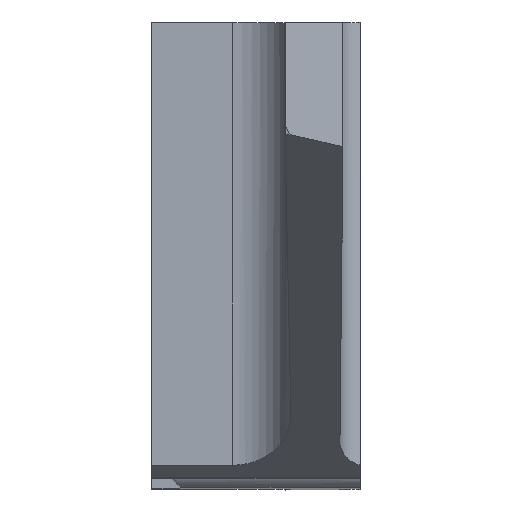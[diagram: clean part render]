
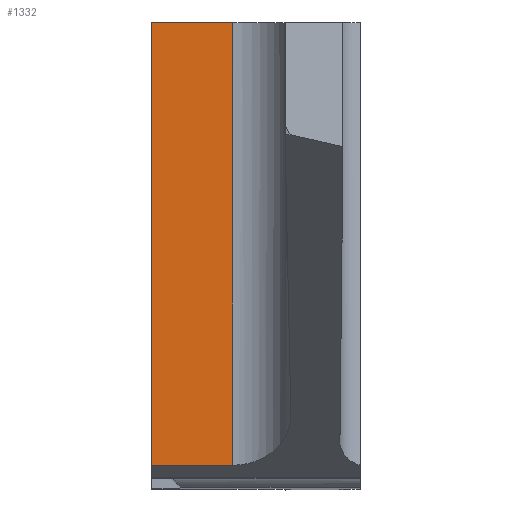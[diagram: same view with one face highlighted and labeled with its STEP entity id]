
A CAD part, top view. The second image highlights one B-rep face of the part: STEP entity #1332.
In plain terms, the highlighted planar face has unit normal (0, 0, 1).
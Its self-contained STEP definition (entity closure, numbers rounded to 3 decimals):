
#33 = EDGE_LOOP ( 'NONE', ( #562, #666, #549, #588 ) ) ;
#59 = VECTOR ( 'NONE', #856, 1000. ) ;
#66 = LINE ( 'NONE', #493, #59 ) ;
#70 = VECTOR ( 'NONE', #1245, 1000. ) ;
#77 = LINE ( 'NONE', #353, #70 ) ;
#145 = VECTOR ( 'NONE', #1209, 1000. ) ;
#159 = LINE ( 'NONE', #293, #145 ) ;
#174 = CARTESIAN_POINT ( 'NONE',  ( 1.401, 4., 13.2 ) ) ;
#197 = PLANE ( 'NONE',  #636 ) ;
#236 = CARTESIAN_POINT ( 'NONE',  ( 0., 57.412, 13.199 ) ) ;
#293 = CARTESIAN_POINT ( 'NONE',  ( 1.401, 4., 13.2 ) ) ;
#314 = FACE_OUTER_BOUND ( 'NONE', #33, .T. ) ;
#323 = VECTOR ( 'NONE', #1288, 1000. ) ;
#334 = LINE ( 'NONE', #1193, #323 ) ;
#353 = CARTESIAN_POINT ( 'NONE',  ( 0., 57.412, 13.199 ) ) ;
#421 = CARTESIAN_POINT ( 'NONE',  ( 0., 4., 13.2 ) ) ;
#488 = CARTESIAN_POINT ( 'NONE',  ( 1.401, -3.63, 13.2 ) ) ;
#493 = CARTESIAN_POINT ( 'NONE',  ( 3.6, 4., 13.2 ) ) ;
#495 = VERTEX_POINT ( 'NONE', #488 ) ;
#549 = ORIENTED_EDGE ( 'NONE', *, *, #1216, .F. ) ;
#562 = ORIENTED_EDGE ( 'NONE', *, *, #701, .F. ) ;
#579 = DIRECTION ( 'NONE',  ( 0., 0., -1. ) ) ;
#588 = ORIENTED_EDGE ( 'NONE', *, *, #1189, .T. ) ;
#636 = AXIS2_PLACEMENT_3D ( 'NONE', #236, #579, #954 ) ;
#638 = VERTEX_POINT ( 'NONE', #421 ) ;
#666 = ORIENTED_EDGE ( 'NONE', *, *, #1082, .T. ) ;
#676 = VERTEX_POINT ( 'NONE', #174 ) ;
#701 = EDGE_CURVE ( 'NONE', #495, #704, #334, .T. ) ;
#704 = VERTEX_POINT ( 'NONE', #1302 ) ;
#856 = DIRECTION ( 'NONE',  ( 1., 0., 0. ) ) ;
#954 = DIRECTION ( 'NONE',  ( 0., 1., 0. ) ) ;
#1082 = EDGE_CURVE ( 'NONE', #495, #676, #159, .T. ) ;
#1189 = EDGE_CURVE ( 'NONE', #638, #704, #77, .T. ) ;
#1193 = CARTESIAN_POINT ( 'NONE',  ( 3.6, -3.63, 13.2 ) ) ;
#1209 = DIRECTION ( 'NONE',  ( 0., 1., 0. ) ) ;
#1216 = EDGE_CURVE ( 'NONE', #638, #676, #66, .T. ) ;
#1245 = DIRECTION ( 'NONE',  ( 0., -1., 0. ) ) ;
#1288 = DIRECTION ( 'NONE',  ( -1., 0., 0. ) ) ;
#1302 = CARTESIAN_POINT ( 'NONE',  ( 0., -3.63, 13.2 ) ) ;
#1332 = ADVANCED_FACE ( 'NONE', ( #314 ), #197, .F. ) ;
